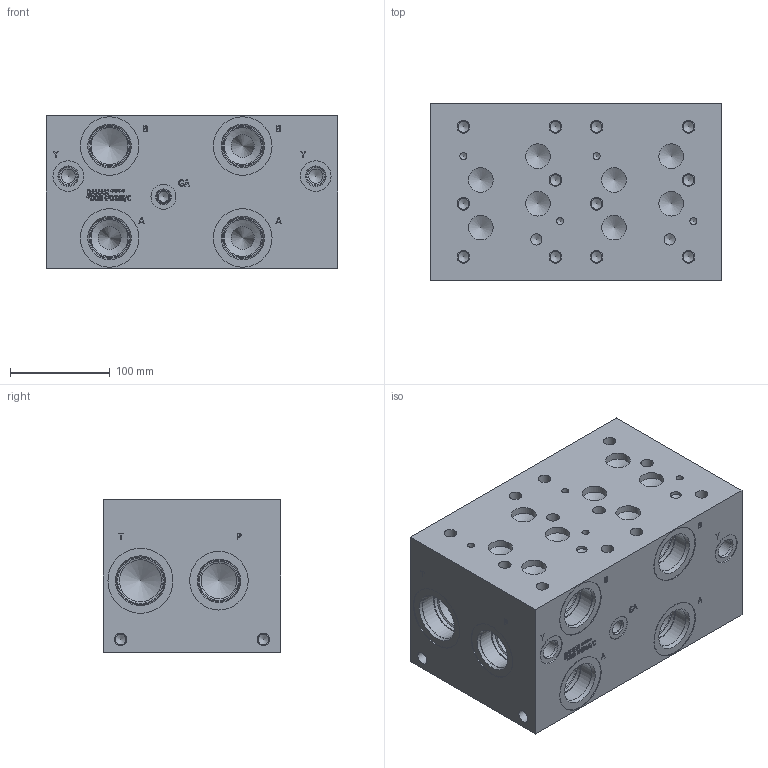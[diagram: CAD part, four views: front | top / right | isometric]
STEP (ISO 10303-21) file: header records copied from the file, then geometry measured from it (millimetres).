
FILE_DESCRIPTION(/* description */ (''),/* implementation_level */ '2;1');
FILE_NAME(/* name */ '_D08HP035S_C.stp',/* time_stamp */ '2022-10-26T16:52:48-04:00',/* author */ ('bobbyh'),/* organization */ (''),/* preprocessor_version */ 'ST-DEVELOPER v18',/* originating_system */ 'Autodesk Inventor 2020',/* authorisation */ '');
FILE_SCHEMA (('AUTOMOTIVE_DESIGN { 1 0 10303 214 3 1 1 }'));
Length unit declared in the file: millimetre
Products named in the file (1): Part_AD08HP035S~C_3D
Bounding box: 292.1 x 177.8 x 152.4 mm (x, y, z)
Volume: 7309501 mm3; surface area: 324104.2 mm2
Topology: 1 solids, 1 shells, 768 faces, 2093 edges, 1418 vertices
Faces by surface type: plane 401, bspline 181, cylinder 107, cone 79
Full cylindrical faces by diameter (mm): 7.137 x4, 10.719 x17, 11.125 x2, 12.7 x16, 12.9 x1, 14.275 x3, 14.529 x1, 17.501 x2, 19.05 x3, 19.253 x2, 24.613 x8, 25.019 x1, 28.62 x1, 30.632 x2, 31.344 x1, 33.34 x1, 33.71 x1, 35.712 x2, 36.906 x4, 39.218 x6, 41.275 x4, 41.28 x2, 41.758 x2, 42.062 x2, 43.51 x4, 44.45 x1, 45.568 x2, 47.625 x2, 48.057 x2, 58.572 x6
Entity records: 25657 total; most frequent: CARTESIAN_POINT 6591, ORIENTED_EDGE 4102, DIRECTION 3263, EDGE_CURVE 2051, VERTEX_POINT 1418, LINE 1291, VECTOR 1291, AXIS2_PLACEMENT_3D 986
